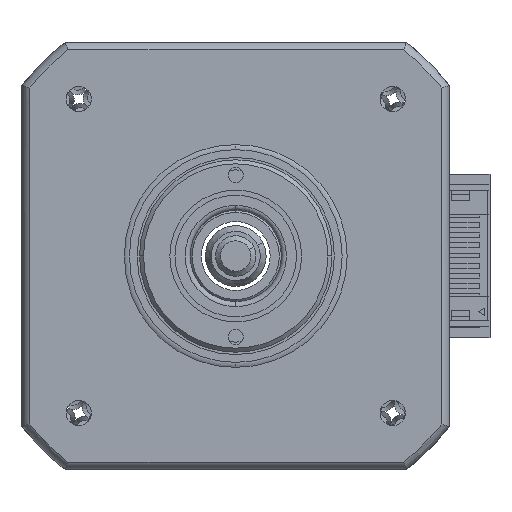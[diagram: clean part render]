
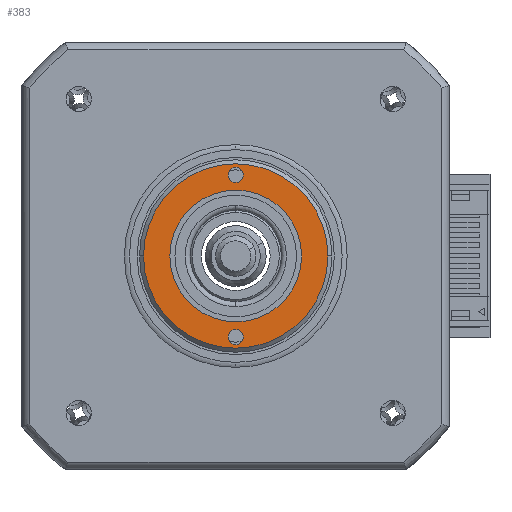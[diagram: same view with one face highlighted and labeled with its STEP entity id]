
A CAD part, left-side view. The second image highlights one B-rep face of the part: STEP entity #383.
In plain terms, the highlighted planar face has unit normal (-1, 0, 0).
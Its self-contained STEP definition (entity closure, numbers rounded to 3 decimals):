
#252 = CARTESIAN_POINT ( 'NONE',  ( -29.673, 10.972, 48.3 ) ) ;
#383 = ADVANCED_FACE ( 'NONE', ( #1214, #438, #9175, #4956 ), #8147, .F. ) ;
#411 = ORIENTED_EDGE ( 'NONE', *, *, #7891, .T. ) ;
#438 = FACE_BOUND ( 'NONE', #2972, .T. ) ;
#444 = ORIENTED_EDGE ( 'NONE', *, *, #3216, .T. ) ;
#537 = CIRCLE ( 'NONE', #3535, 0.75 ) ;
#661 = DIRECTION ( 'NONE',  ( 0., 1., 0. ) ) ;
#866 = CARTESIAN_POINT ( 'NONE',  ( -29.673, 4.472, 48.3 ) ) ;
#929 = CIRCLE ( 'NONE', #9759, 0.75 ) ;
#1032 = AXIS2_PLACEMENT_3D ( 'NONE', #866, #6801, #1705 ) ;
#1195 = CARTESIAN_POINT ( 'NONE',  ( -29.673, 4.472, 48.3 ) ) ;
#1214 = FACE_OUTER_BOUND ( 'NONE', #3538, .T. ) ;
#1405 = EDGE_CURVE ( 'NONE', #8540, #4753, #6057, .T. ) ;
#1696 = DIRECTION ( 'NONE',  ( -1., 0., 0. ) ) ;
#1705 = DIRECTION ( 'NONE',  ( 0., 1., 0. ) ) ;
#1758 = CIRCLE ( 'NONE', #1032, 9.1 ) ;
#2043 = DIRECTION ( 'NONE',  ( 0., 1., 0. ) ) ;
#2141 = VERTEX_POINT ( 'NONE', #4216 ) ;
#2583 = DIRECTION ( 'NONE',  ( -1., 0., 0. ) ) ;
#2628 = CARTESIAN_POINT ( 'NONE',  ( -29.673, 4.472, 56.3 ) ) ;
#2692 = ORIENTED_EDGE ( 'NONE', *, *, #1405, .T. ) ;
#2707 = CARTESIAN_POINT ( 'NONE',  ( -29.673, 5.222, 40.3 ) ) ;
#2735 = DIRECTION ( 'NONE',  ( 0., 1., 0. ) ) ;
#2773 = DIRECTION ( 'NONE',  ( 1., 0., 0. ) ) ;
#2857 = CARTESIAN_POINT ( 'NONE',  ( -29.673, 4.472, 48.3 ) ) ;
#2906 = AXIS2_PLACEMENT_3D ( 'NONE', #2628, #8556, #3506 ) ;
#2972 = EDGE_LOOP ( 'NONE', ( #10921, #6866 ) ) ;
#3216 = EDGE_CURVE ( 'NONE', #2141, #10687, #1758, .T. ) ;
#3463 = CARTESIAN_POINT ( 'NONE',  ( -29.673, -2.028, 48.3 ) ) ;
#3479 = CARTESIAN_POINT ( 'NONE',  ( -29.673, -4.628, 48.3 ) ) ;
#3483 = EDGE_CURVE ( 'NONE', #10804, #10354, #3921, .T. ) ;
#3506 = DIRECTION ( 'NONE',  ( 0., -1., 0. ) ) ;
#3535 = AXIS2_PLACEMENT_3D ( 'NONE', #6793, #1696, #7644 ) ;
#3538 = EDGE_LOOP ( 'NONE', ( #444, #411 ) ) ;
#3784 = DIRECTION ( 'NONE',  ( -1., 0., 0. ) ) ;
#3845 = AXIS2_PLACEMENT_3D ( 'NONE', #1195, #7137, #2043 ) ;
#3921 = CIRCLE ( 'NONE', #10423, 0.75 ) ;
#3987 = CARTESIAN_POINT ( 'NONE',  ( -29.673, 4.472, 48.3 ) ) ;
#4132 = EDGE_CURVE ( 'NONE', #4753, #8540, #10489, .T. ) ;
#4216 = CARTESIAN_POINT ( 'NONE',  ( -29.673, 13.572, 48.3 ) ) ;
#4494 = EDGE_CURVE ( 'NONE', #7156, #9872, #537, .T. ) ;
#4537 = CARTESIAN_POINT ( 'NONE',  ( -29.673, 3.722, 40.3 ) ) ;
#4703 = ORIENTED_EDGE ( 'NONE', *, *, #4132, .T. ) ;
#4723 = CARTESIAN_POINT ( 'NONE',  ( -29.673, 4.472, 40.3 ) ) ;
#4753 = VERTEX_POINT ( 'NONE', #252 ) ;
#4956 = FACE_BOUND ( 'NONE', #10252, .T. ) ;
#5186 = EDGE_CURVE ( 'NONE', #9872, #7156, #10463, .T. ) ;
#5285 = AXIS2_PLACEMENT_3D ( 'NONE', #8837, #3784, #9715 ) ;
#5562 = DIRECTION ( 'NONE',  ( 0., -1., 0. ) ) ;
#5823 = DIRECTION ( 'NONE',  ( 1., 0., 0. ) ) ;
#6057 = CIRCLE ( 'NONE', #10646, 6.5 ) ;
#6259 = ORIENTED_EDGE ( 'NONE', *, *, #5186, .F. ) ;
#6578 = AXIS2_PLACEMENT_3D ( 'NONE', #3987, #5823, #661 ) ;
#6793 = CARTESIAN_POINT ( 'NONE',  ( -29.673, 4.472, 56.3 ) ) ;
#6801 = DIRECTION ( 'NONE',  ( -1., 0., 0. ) ) ;
#6866 = ORIENTED_EDGE ( 'NONE', *, *, #8509, .F. ) ;
#7137 = DIRECTION ( 'NONE',  ( 1., 0., 0. ) ) ;
#7156 = VERTEX_POINT ( 'NONE', #7848 ) ;
#7644 = DIRECTION ( 'NONE',  ( 0., -1., 0. ) ) ;
#7673 = CARTESIAN_POINT ( 'NONE',  ( -29.673, 4.472, 40.3 ) ) ;
#7848 = CARTESIAN_POINT ( 'NONE',  ( -29.673, 5.222, 56.3 ) ) ;
#7891 = EDGE_CURVE ( 'NONE', #10687, #2141, #8829, .T. ) ;
#8147 = PLANE ( 'NONE',  #6578 ) ;
#8509 = EDGE_CURVE ( 'NONE', #10354, #10804, #929, .T. ) ;
#8512 = DIRECTION ( 'NONE',  ( 0., -1., 0. ) ) ;
#8540 = VERTEX_POINT ( 'NONE', #3463 ) ;
#8556 = DIRECTION ( 'NONE',  ( -1., 0., 0. ) ) ;
#8740 = EDGE_LOOP ( 'NONE', ( #6259, #9027 ) ) ;
#8829 = CIRCLE ( 'NONE', #5285, 9.1 ) ;
#8837 = CARTESIAN_POINT ( 'NONE',  ( -29.673, 4.472, 48.3 ) ) ;
#9027 = ORIENTED_EDGE ( 'NONE', *, *, #4494, .F. ) ;
#9175 = FACE_BOUND ( 'NONE', #8740, .T. ) ;
#9565 = CARTESIAN_POINT ( 'NONE',  ( -29.673, 3.722, 56.3 ) ) ;
#9715 = DIRECTION ( 'NONE',  ( 0., 1., 0. ) ) ;
#9759 = AXIS2_PLACEMENT_3D ( 'NONE', #7673, #2583, #8512 ) ;
#9872 = VERTEX_POINT ( 'NONE', #9565 ) ;
#10252 = EDGE_LOOP ( 'NONE', ( #2692, #4703 ) ) ;
#10354 = VERTEX_POINT ( 'NONE', #2707 ) ;
#10423 = AXIS2_PLACEMENT_3D ( 'NONE', #4723, #10620, #5562 ) ;
#10463 = CIRCLE ( 'NONE', #2906, 0.75 ) ;
#10489 = CIRCLE ( 'NONE', #3845, 6.5 ) ;
#10620 = DIRECTION ( 'NONE',  ( -1., 0., 0. ) ) ;
#10646 = AXIS2_PLACEMENT_3D ( 'NONE', #2857, #2773, #2735 ) ;
#10687 = VERTEX_POINT ( 'NONE', #3479 ) ;
#10804 = VERTEX_POINT ( 'NONE', #4537 ) ;
#10921 = ORIENTED_EDGE ( 'NONE', *, *, #3483, .F. ) ;
